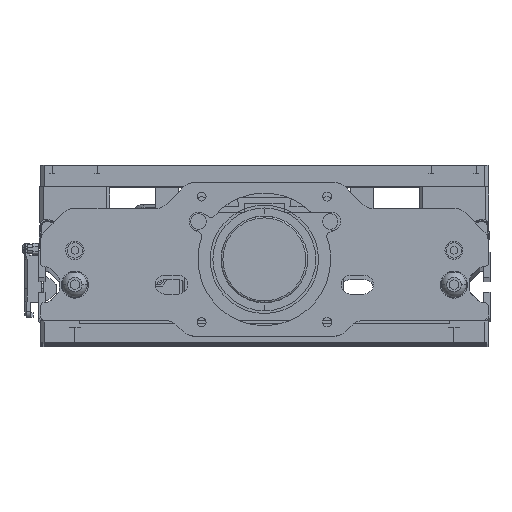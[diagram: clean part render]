
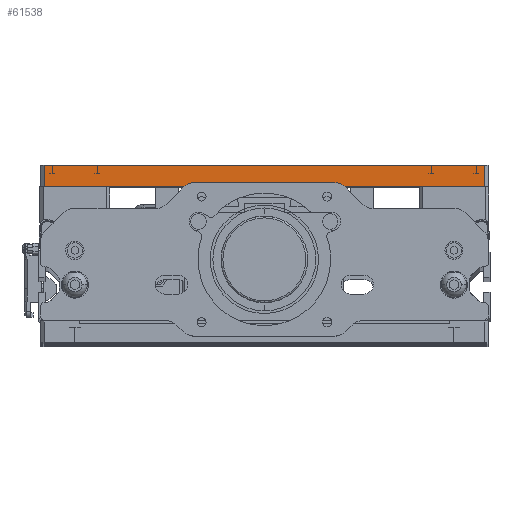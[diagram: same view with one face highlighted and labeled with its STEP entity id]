
A CAD part, top view. The second image highlights one B-rep face of the part: STEP entity #61538.
In plain terms, the highlighted planar face has unit normal (0, 0, 1).
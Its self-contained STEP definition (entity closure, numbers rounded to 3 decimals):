
#1056 = VERTEX_POINT ( 'NONE', #46884 ) ;
#3904 = EDGE_LOOP ( 'NONE', ( #37039, #59346, #44068, #23608 ) ) ;
#4644 = CARTESIAN_POINT ( 'NONE',  ( 122., 88., 335. ) ) ;
#8571 = EDGE_CURVE ( 'NONE', #1056, #90100, #30584, .T. ) ;
#8702 = DIRECTION ( 'NONE',  ( 1., 0., 0. ) ) ;
#12219 = CARTESIAN_POINT ( 'NONE',  ( 122., 88., 335. ) ) ;
#15896 = DIRECTION ( 'NONE',  ( 1., 0., 0. ) ) ;
#20250 = CARTESIAN_POINT ( 'NONE',  ( 122., 100., 335. ) ) ;
#21384 = VECTOR ( 'NONE', #32855, 1000. ) ;
#21569 = FACE_OUTER_BOUND ( 'NONE', #3904, .T. ) ;
#23608 = ORIENTED_EDGE ( 'NONE', *, *, #48445, .T. ) ;
#30584 = LINE ( 'NONE', #58627, #53071 ) ;
#32855 = DIRECTION ( 'NONE',  ( 1., 0., 0. ) ) ;
#34190 = LINE ( 'NONE', #55806, #21384 ) ;
#36099 = DIRECTION ( 'NONE',  ( 0., 1., 0. ) ) ;
#37039 = ORIENTED_EDGE ( 'NONE', *, *, #8571, .F. ) ;
#38858 = VECTOR ( 'NONE', #40281, 1000. ) ;
#40281 = DIRECTION ( 'NONE',  ( 0., 1., 0. ) ) ;
#41217 = LINE ( 'NONE', #71153, #48694 ) ;
#44068 = ORIENTED_EDGE ( 'NONE', *, *, #73463, .T. ) ;
#46884 = CARTESIAN_POINT ( 'NONE',  ( -122., 100., 335. ) ) ;
#48445 = EDGE_CURVE ( 'NONE', #53522, #90100, #68353, .T. ) ;
#48694 = VECTOR ( 'NONE', #36099, 1000. ) ;
#49659 = PLANE ( 'NONE',  #88561 ) ;
#49953 = CARTESIAN_POINT ( 'NONE',  ( -122., 88., 335. ) ) ;
#50566 = CARTESIAN_POINT ( 'NONE',  ( -122., 88., 335. ) ) ;
#53071 = VECTOR ( 'NONE', #15896, 1000. ) ;
#53522 = VERTEX_POINT ( 'NONE', #4644 ) ;
#55806 = CARTESIAN_POINT ( 'NONE',  ( -122., 88., 335. ) ) ;
#57793 = EDGE_CURVE ( 'NONE', #74413, #1056, #41217, .T. ) ;
#58627 = CARTESIAN_POINT ( 'NONE',  ( -122., 100., 335. ) ) ;
#59346 = ORIENTED_EDGE ( 'NONE', *, *, #57793, .F. ) ;
#61538 = ADVANCED_FACE ( 'NONE', ( #21569 ), #49659, .T. ) ;
#68353 = LINE ( 'NONE', #12219, #38858 ) ;
#71153 = CARTESIAN_POINT ( 'NONE',  ( -122., 88., 335. ) ) ;
#73463 = EDGE_CURVE ( 'NONE', #74413, #53522, #34190, .T. ) ;
#74413 = VERTEX_POINT ( 'NONE', #49953 ) ;
#78723 = DIRECTION ( 'NONE',  ( 0., 0., 1. ) ) ;
#88561 = AXIS2_PLACEMENT_3D ( 'NONE', #50566, #78723, #8702 ) ;
#90100 = VERTEX_POINT ( 'NONE', #20250 ) ;
